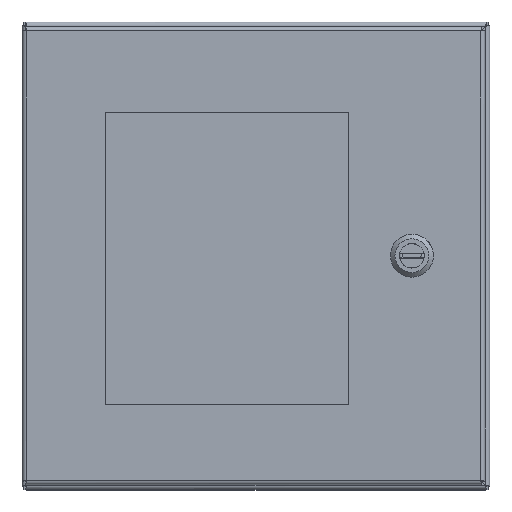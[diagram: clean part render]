
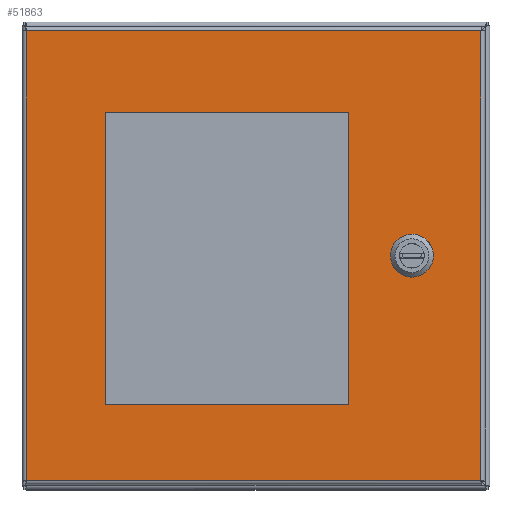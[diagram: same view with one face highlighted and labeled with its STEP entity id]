
A CAD part, top view. The second image highlights one B-rep face of the part: STEP entity #51863.
In plain terms, the highlighted planar face has unit normal (0, 0, 1).
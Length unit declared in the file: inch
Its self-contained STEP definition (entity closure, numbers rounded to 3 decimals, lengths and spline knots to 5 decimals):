
#677 = CARTESIAN_POINT ( 'NONE',  ( 2.125, 9.6875, 6.9175 ) ) ;
#1645 = LINE ( 'NONE', #53275, #14660 ) ;
#1742 = CARTESIAN_POINT ( 'NONE',  ( 10., 6., 6.9175 ) ) ;
#2385 = CARTESIAN_POINT ( 'NONE',  ( 9.6, 6.21262, 6.9175 ) ) ;
#2969 = VERTEX_POINT ( 'NONE', #74350 ) ;
#3413 = CARTESIAN_POINT ( 'NONE',  ( 8.375, 9.6875, 6.9175 ) ) ;
#3768 = VECTOR ( 'NONE', #74029, 39.37008 ) ;
#5160 = DIRECTION ( 'NONE',  ( -1., 0., 0. ) ) ;
#5363 = ORIENTED_EDGE ( 'NONE', *, *, #38553, .T. ) ;
#5606 = VECTOR ( 'NONE', #5160, 39.37008 ) ;
#6955 = CARTESIAN_POINT ( 'NONE',  ( 11.76975, 6., 6.9175 ) ) ;
#9691 = ORIENTED_EDGE ( 'NONE', *, *, #92855, .T. ) ;
#11743 = CARTESIAN_POINT ( 'NONE',  ( 10.4, 5.78738, 6.9175 ) ) ;
#12013 = AXIS2_PLACEMENT_3D ( 'NONE', #1742, #48104, #70577 ) ;
#14660 = VECTOR ( 'NONE', #59236, 39.37008 ) ;
#17147 = AXIS2_PLACEMENT_3D ( 'NONE', #25720, #33357, #27020 ) ;
#17205 = ORIENTED_EDGE ( 'NONE', *, *, #67354, .T. ) ;
#17260 = VERTEX_POINT ( 'NONE', #66693 ) ;
#17587 = DIRECTION ( 'NONE',  ( 0., 1., 0. ) ) ;
#19346 = LINE ( 'NONE', #2385, #79812 ) ;
#19369 = CARTESIAN_POINT ( 'NONE',  ( 8.375, 2.1875, 6.9175 ) ) ;
#19638 = CARTESIAN_POINT ( 'NONE',  ( 0.10525, 6., 6.9175 ) ) ;
#20635 = FACE_BOUND ( 'NONE', #71958, .T. ) ;
#20905 = DIRECTION ( 'NONE',  ( 0., 0., -1. ) ) ;
#21358 = CARTESIAN_POINT ( 'NONE',  ( 2.125, 2.1875, 6.9175 ) ) ;
#23022 = FACE_BOUND ( 'NONE', #45554, .T. ) ;
#23457 = DIRECTION ( 'NONE',  ( 0., -1., 0. ) ) ;
#23797 = CARTESIAN_POINT ( 'NONE',  ( 10.4, 5.78738, 6.9175 ) ) ;
#24193 = CARTESIAN_POINT ( 'NONE',  ( 5.9375, 0.23025, 6.9175 ) ) ;
#24255 = VERTEX_POINT ( 'NONE', #19369 ) ;
#24928 = VERTEX_POINT ( 'NONE', #26861 ) ;
#25720 = CARTESIAN_POINT ( 'NONE',  ( 10., 6., 6.9175 ) ) ;
#25795 = EDGE_CURVE ( 'NONE', #24928, #78231, #34591, .T. ) ;
#25811 = ORIENTED_EDGE ( 'NONE', *, *, #33659, .F. ) ;
#26581 = CIRCLE ( 'NONE', #29359, 0.453 ) ;
#26796 = DIRECTION ( 'NONE',  ( 0., 0., -1. ) ) ;
#26854 = LINE ( 'NONE', #21358, #5606 ) ;
#26861 = CARTESIAN_POINT ( 'NONE',  ( 10.21262, 5.6, 6.9175 ) ) ;
#26880 = DIRECTION ( 'NONE',  ( -1., 0., 0. ) ) ;
#27020 = DIRECTION ( 'NONE',  ( -1., 0., 0. ) ) ;
#27374 = VECTOR ( 'NONE', #23457, 39.37008 ) ;
#27588 = VERTEX_POINT ( 'NONE', #11743 ) ;
#27859 = VERTEX_POINT ( 'NONE', #29218 ) ;
#28311 = DIRECTION ( 'NONE',  ( 0., 0., -1. ) ) ;
#29218 = CARTESIAN_POINT ( 'NONE',  ( 11.76975, 0.23025, 6.9175 ) ) ;
#29359 = AXIS2_PLACEMENT_3D ( 'NONE', #66267, #20905, #26880 ) ;
#29439 = DIRECTION ( 'NONE',  ( 1., 0., 0. ) ) ;
#30800 = DIRECTION ( 'NONE',  ( 1., 0., 0. ) ) ;
#32100 = LINE ( 'NONE', #45491, #77167 ) ;
#32113 = VECTOR ( 'NONE', #39121, 39.37008 ) ;
#33357 = DIRECTION ( 'NONE',  ( 0., 0., -1. ) ) ;
#33659 = EDGE_CURVE ( 'NONE', #61922, #27859, #87872, .T. ) ;
#34591 = LINE ( 'NONE', #54850, #90316 ) ;
#34625 = LINE ( 'NONE', #23797, #95091 ) ;
#35092 = ORIENTED_EDGE ( 'NONE', *, *, #86327, .T. ) ;
#35322 = ORIENTED_EDGE ( 'NONE', *, *, #90230, .T. ) ;
#36603 = ORIENTED_EDGE ( 'NONE', *, *, #81409, .F. ) ;
#37591 = EDGE_CURVE ( 'NONE', #24255, #2969, #26854, .T. ) ;
#38553 = EDGE_CURVE ( 'NONE', #78231, #70548, #26581, .T. ) ;
#39121 = DIRECTION ( 'NONE',  ( -1., 0., 0. ) ) ;
#39876 = CARTESIAN_POINT ( 'NONE',  ( 0.10525, 11.76975, 6.9175 ) ) ;
#41425 = ORIENTED_EDGE ( 'NONE', *, *, #37591, .T. ) ;
#41872 = DIRECTION ( 'NONE',  ( 0., 1., 0. ) ) ;
#43965 = LINE ( 'NONE', #45394, #74783 ) ;
#45394 = CARTESIAN_POINT ( 'NONE',  ( 10.21262, 6.4, 6.9175 ) ) ;
#45491 = CARTESIAN_POINT ( 'NONE',  ( 5.9375, 11.76975, 6.9175 ) ) ;
#45554 = EDGE_LOOP ( 'NONE', ( #58574, #85592, #41425, #9691 ) ) ;
#48072 = CARTESIAN_POINT ( 'NONE',  ( 10., 6., 6.9175 ) ) ;
#48104 = DIRECTION ( 'NONE',  ( 0., 0., -1. ) ) ;
#49953 = LINE ( 'NONE', #66363, #3768 ) ;
#50127 = CARTESIAN_POINT ( 'NONE',  ( 10.4, 6.21262, 6.9175 ) ) ;
#51526 = CARTESIAN_POINT ( 'NONE',  ( 5.9375, 6., 6.9175 ) ) ;
#51863 = ADVANCED_FACE ( 'NONE', ( #20635, #23022, #70431 ), #94667, .F. ) ;
#52982 = ORIENTED_EDGE ( 'NONE', *, *, #87891, .T. ) ;
#53275 = CARTESIAN_POINT ( 'NONE',  ( 8.375, 2.1875, 6.9175 ) ) ;
#53803 = ORIENTED_EDGE ( 'NONE', *, *, #55232, .F. ) ;
#54850 = CARTESIAN_POINT ( 'NONE',  ( 9.78738, 5.6, 6.9175 ) ) ;
#55232 = EDGE_CURVE ( 'NONE', #91674, #61922, #32100, .T. ) ;
#56701 = CARTESIAN_POINT ( 'NONE',  ( 10.21262, 6.4, 6.9175 ) ) ;
#56791 = VERTEX_POINT ( 'NONE', #68846 ) ;
#57586 = CARTESIAN_POINT ( 'NONE',  ( 9.6, 5.78738, 6.9175 ) ) ;
#58124 = DIRECTION ( 'NONE',  ( -1., 0., 0. ) ) ;
#58415 = CIRCLE ( 'NONE', #58563, 0.453 ) ;
#58563 = AXIS2_PLACEMENT_3D ( 'NONE', #48072, #26796, #94439 ) ;
#58574 = ORIENTED_EDGE ( 'NONE', *, *, #83391, .T. ) ;
#59236 = DIRECTION ( 'NONE',  ( 0., -1., 0. ) ) ;
#59361 = LINE ( 'NONE', #74884, #65232 ) ;
#59808 = VERTEX_POINT ( 'NONE', #56701 ) ;
#59865 = CIRCLE ( 'NONE', #17147, 0.453 ) ;
#59977 = VERTEX_POINT ( 'NONE', #50127 ) ;
#61922 = VERTEX_POINT ( 'NONE', #63798 ) ;
#62469 = DIRECTION ( 'NONE',  ( -1., 0., 0. ) ) ;
#63798 = CARTESIAN_POINT ( 'NONE',  ( 11.76975, 11.76975, 6.9175 ) ) ;
#64032 = EDGE_CURVE ( 'NONE', #17260, #91674, #78152, .T. ) ;
#65122 = EDGE_CURVE ( 'NONE', #59808, #59977, #59865, .T. ) ;
#65232 = VECTOR ( 'NONE', #29439, 39.37008 ) ;
#66229 = CIRCLE ( 'NONE', #12013, 0.453 ) ;
#66267 = CARTESIAN_POINT ( 'NONE',  ( 10., 6., 6.9175 ) ) ;
#66299 = VERTEX_POINT ( 'NONE', #677 ) ;
#66363 = CARTESIAN_POINT ( 'NONE',  ( 2.125, 9.6875, 6.9175 ) ) ;
#66693 = CARTESIAN_POINT ( 'NONE',  ( 0.10525, 0.23025, 6.9175 ) ) ;
#67354 = EDGE_CURVE ( 'NONE', #27588, #24928, #58415, .T. ) ;
#68569 = CARTESIAN_POINT ( 'NONE',  ( 9.6, 6.21262, 6.9175 ) ) ;
#68846 = CARTESIAN_POINT ( 'NONE',  ( 9.78738, 6.4, 6.9175 ) ) ;
#70075 = ORIENTED_EDGE ( 'NONE', *, *, #77262, .T. ) ;
#70431 = FACE_OUTER_BOUND ( 'NONE', #97460, .T. ) ;
#70548 = VERTEX_POINT ( 'NONE', #57586 ) ;
#70577 = DIRECTION ( 'NONE',  ( -1., 0., 0. ) ) ;
#70760 = EDGE_CURVE ( 'NONE', #73255, #24255, #1645, .T. ) ;
#70982 = VECTOR ( 'NONE', #41872, 39.37008 ) ;
#71415 = ORIENTED_EDGE ( 'NONE', *, *, #25795, .T. ) ;
#71423 = DIRECTION ( 'NONE',  ( 0., -1., 0. ) ) ;
#71958 = EDGE_LOOP ( 'NONE', ( #52982, #87501, #35092, #17205, #71415, #5363, #35322, #70075 ) ) ;
#73255 = VERTEX_POINT ( 'NONE', #3413 ) ;
#74012 = AXIS2_PLACEMENT_3D ( 'NONE', #51526, #28311, #58124 ) ;
#74029 = DIRECTION ( 'NONE',  ( 0., 1., 0. ) ) ;
#74350 = CARTESIAN_POINT ( 'NONE',  ( 2.125, 2.1875, 6.9175 ) ) ;
#74783 = VECTOR ( 'NONE', #30800, 39.37008 ) ;
#74884 = CARTESIAN_POINT ( 'NONE',  ( 8.375, 9.6875, 6.9175 ) ) ;
#77167 = VECTOR ( 'NONE', #82963, 39.37008 ) ;
#77262 = EDGE_CURVE ( 'NONE', #81534, #56791, #66229, .T. ) ;
#78152 = LINE ( 'NONE', #19638, #70982 ) ;
#78231 = VERTEX_POINT ( 'NONE', #81290 ) ;
#79812 = VECTOR ( 'NONE', #17587, 39.37008 ) ;
#81290 = CARTESIAN_POINT ( 'NONE',  ( 9.78738, 5.6, 6.9175 ) ) ;
#81409 = EDGE_CURVE ( 'NONE', #27859, #17260, #97372, .T. ) ;
#81534 = VERTEX_POINT ( 'NONE', #68569 ) ;
#82963 = DIRECTION ( 'NONE',  ( 1., 0., 0. ) ) ;
#83391 = EDGE_CURVE ( 'NONE', #66299, #73255, #59361, .T. ) ;
#85592 = ORIENTED_EDGE ( 'NONE', *, *, #70760, .T. ) ;
#86327 = EDGE_CURVE ( 'NONE', #59977, #27588, #34625, .T. ) ;
#87501 = ORIENTED_EDGE ( 'NONE', *, *, #65122, .T. ) ;
#87872 = LINE ( 'NONE', #6955, #27374 ) ;
#87891 = EDGE_CURVE ( 'NONE', #56791, #59808, #43965, .T. ) ;
#90230 = EDGE_CURVE ( 'NONE', #70548, #81534, #19346, .T. ) ;
#90316 = VECTOR ( 'NONE', #62469, 39.37008 ) ;
#91674 = VERTEX_POINT ( 'NONE', #39876 ) ;
#92855 = EDGE_CURVE ( 'NONE', #2969, #66299, #49953, .T. ) ;
#94439 = DIRECTION ( 'NONE',  ( -1., 0., 0. ) ) ;
#94667 = PLANE ( 'NONE',  #74012 ) ;
#95091 = VECTOR ( 'NONE', #71423, 39.37008 ) ;
#97372 = LINE ( 'NONE', #24193, #32113 ) ;
#97460 = EDGE_LOOP ( 'NONE', ( #36603, #25811, #53803, #98252 ) ) ;
#98252 = ORIENTED_EDGE ( 'NONE', *, *, #64032, .F. ) ;
